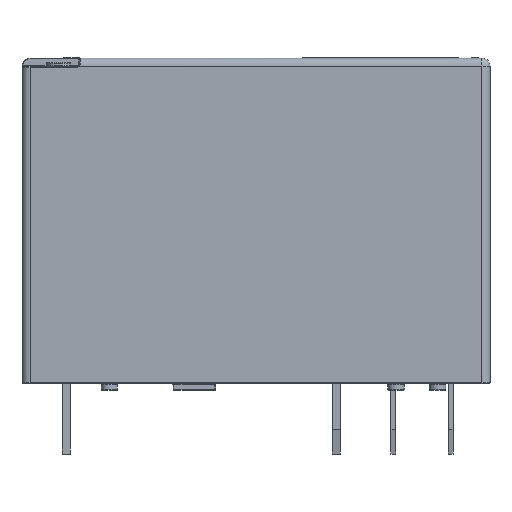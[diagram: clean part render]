
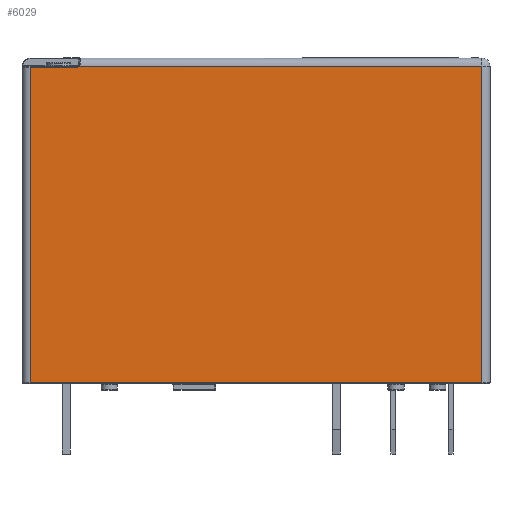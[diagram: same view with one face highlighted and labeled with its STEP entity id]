
A CAD part, front view. The second image highlights one B-rep face of the part: STEP entity #6029.
In plain terms, the highlighted planar face has unit normal (0, -1, 0).
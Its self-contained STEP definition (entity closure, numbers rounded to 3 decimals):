
#144=PLANE('',#6637);
#308=LINE('',#10357,#758);
#328=LINE('',#10616,#778);
#336=LINE('',#10646,#786);
#337=LINE('',#10647,#787);
#338=LINE('',#10648,#788);
#758=VECTOR('',#7200,10.);
#778=VECTOR('',#7320,10.);
#786=VECTOR('',#7364,10.);
#787=VECTOR('',#7365,10.);
#788=VECTOR('',#7366,10.);
#1343=FACE_OUTER_BOUND('',#1721,.T.);
#1721=EDGE_LOOP('',(#4421,#4422,#4423,#4424,#4425,#4426,#4427));
#2205=B_SPLINE_CURVE_WITH_KNOTS('',3,(#9721,#9722,#9723,#9724,#9725,#9726,
#9727),.UNSPECIFIED.,.F.,.F.,(4,3,4),(0.912,0.961,
1.),.UNSPECIFIED.);
#2208=B_SPLINE_CURVE_WITH_KNOTS('',3,(#9841,#9842,#9843,#9844,#9845,#9846,
#9847,#9848,#9849,#9850,#9851,#9852,#9853,#9854,#9855,#9856,#9857,#9858,
#9859,#9860,#9861,#9862,#9863,#9864,#9865,#9866,#9867,#9868,#9869,#9870,
#9871,#9872,#9873,#9874,#9875,#9876,#9877,#9878,#9879,#9880,#9881,#9882,
#9883,#9884,#9885,#9886),.UNSPECIFIED.,.F.,.F.,(4,3,3,3,3,3,3,3,3,3,3,3,
3,3,3,4),(0.,0.048,0.098,0.153,0.216,
0.294,0.371,0.43,0.482,
0.538,0.595,0.66,0.768,
0.83,0.885,0.912),.UNSPECIFIED.);
#2482=VERTEX_POINT('',#9713);
#2483=VERTEX_POINT('',#9720);
#2486=VERTEX_POINT('',#9839);
#2574=VERTEX_POINT('',#10351);
#2575=VERTEX_POINT('',#10355);
#2609=VERTEX_POINT('',#10614);
#2613=VERTEX_POINT('',#10645);
#3087=EDGE_CURVE('',#2482,#2483,#2205,.T.);
#3092=EDGE_CURVE('',#2486,#2482,#2208,.T.);
#3232=EDGE_CURVE('',#2575,#2574,#308,.T.);
#3285=EDGE_CURVE('',#2609,#2486,#328,.T.);
#3301=EDGE_CURVE('',#2613,#2575,#336,.T.);
#3302=EDGE_CURVE('',#2483,#2613,#337,.T.);
#3303=EDGE_CURVE('',#2574,#2609,#338,.T.);
#4421=ORIENTED_EDGE('',*,*,#3232,.F.);
#4422=ORIENTED_EDGE('',*,*,#3301,.F.);
#4423=ORIENTED_EDGE('',*,*,#3302,.F.);
#4424=ORIENTED_EDGE('',*,*,#3087,.F.);
#4425=ORIENTED_EDGE('',*,*,#3092,.F.);
#4426=ORIENTED_EDGE('',*,*,#3285,.F.);
#4427=ORIENTED_EDGE('',*,*,#3303,.F.);
#6029=ADVANCED_FACE('',(#1343),#144,.T.);
#6637=AXIS2_PLACEMENT_3D('',#10644,#7362,#7363);
#7200=DIRECTION('',(-1.,0.,0.));
#7320=DIRECTION('',(1.,0.,0.));
#7362=DIRECTION('center_axis',(0.,-1.,0.));
#7363=DIRECTION('ref_axis',(1.,0.,0.));
#7364=DIRECTION('',(0.,0.,-1.));
#7365=DIRECTION('',(1.,0.,0.));
#7366=DIRECTION('',(0.,0.,1.));
#9713=CARTESIAN_POINT('',(-10.788,-6.4,19.795));
#9720=CARTESIAN_POINT('',(-10.784,-6.4,19.8));
#9721=CARTESIAN_POINT('Ctrl Pts',(-10.788,-6.4,19.795));
#9722=CARTESIAN_POINT('Ctrl Pts',(-10.787,-6.4,19.796));
#9723=CARTESIAN_POINT('Ctrl Pts',(-10.786,-6.4,19.797));
#9724=CARTESIAN_POINT('Ctrl Pts',(-10.785,-6.4,19.798));
#9725=CARTESIAN_POINT('Ctrl Pts',(-10.785,-6.4,19.799));
#9726=CARTESIAN_POINT('Ctrl Pts',(-10.784,-6.4,19.799));
#9727=CARTESIAN_POINT('Ctrl Pts',(-10.784,-6.4,19.8));
#9839=CARTESIAN_POINT('',(-10.901,-6.4,19.75));
#9841=CARTESIAN_POINT('Ctrl Pts',(-10.901,-6.4,19.75));
#9842=CARTESIAN_POINT('Ctrl Pts',(-10.9,-6.4,19.75));
#9843=CARTESIAN_POINT('Ctrl Pts',(-10.899,-6.4,19.75));
#9844=CARTESIAN_POINT('Ctrl Pts',(-10.898,-6.4,19.75));
#9845=CARTESIAN_POINT('Ctrl Pts',(-10.897,-6.4,19.75));
#9846=CARTESIAN_POINT('Ctrl Pts',(-10.895,-6.4,19.75));
#9847=CARTESIAN_POINT('Ctrl Pts',(-10.894,-6.4,19.75));
#9848=CARTESIAN_POINT('Ctrl Pts',(-10.892,-6.4,19.75));
#9849=CARTESIAN_POINT('Ctrl Pts',(-10.89,-6.4,19.751));
#9850=CARTESIAN_POINT('Ctrl Pts',(-10.888,-6.4,19.751));
#9851=CARTESIAN_POINT('Ctrl Pts',(-10.885,-6.4,19.751));
#9852=CARTESIAN_POINT('Ctrl Pts',(-10.883,-6.4,19.751));
#9853=CARTESIAN_POINT('Ctrl Pts',(-10.88,-6.4,19.752));
#9854=CARTESIAN_POINT('Ctrl Pts',(-10.876,-6.4,19.752));
#9855=CARTESIAN_POINT('Ctrl Pts',(-10.872,-6.4,19.753));
#9856=CARTESIAN_POINT('Ctrl Pts',(-10.868,-6.4,19.754));
#9857=CARTESIAN_POINT('Ctrl Pts',(-10.864,-6.4,19.755));
#9858=CARTESIAN_POINT('Ctrl Pts',(-10.86,-6.4,19.756));
#9859=CARTESIAN_POINT('Ctrl Pts',(-10.856,-6.4,19.757));
#9860=CARTESIAN_POINT('Ctrl Pts',(-10.853,-6.4,19.758));
#9861=CARTESIAN_POINT('Ctrl Pts',(-10.85,-6.4,19.759));
#9862=CARTESIAN_POINT('Ctrl Pts',(-10.847,-6.4,19.76));
#9863=CARTESIAN_POINT('Ctrl Pts',(-10.844,-6.4,19.76));
#9864=CARTESIAN_POINT('Ctrl Pts',(-10.842,-6.4,19.761));
#9865=CARTESIAN_POINT('Ctrl Pts',(-10.839,-6.4,19.762));
#9866=CARTESIAN_POINT('Ctrl Pts',(-10.837,-6.4,19.763));
#9867=CARTESIAN_POINT('Ctrl Pts',(-10.834,-6.4,19.764));
#9868=CARTESIAN_POINT('Ctrl Pts',(-10.831,-6.4,19.766));
#9869=CARTESIAN_POINT('Ctrl Pts',(-10.829,-6.4,19.767));
#9870=CARTESIAN_POINT('Ctrl Pts',(-10.826,-6.4,19.768));
#9871=CARTESIAN_POINT('Ctrl Pts',(-10.823,-6.4,19.77));
#9872=CARTESIAN_POINT('Ctrl Pts',(-10.82,-6.4,19.771));
#9873=CARTESIAN_POINT('Ctrl Pts',(-10.817,-6.4,19.773));
#9874=CARTESIAN_POINT('Ctrl Pts',(-10.815,-6.4,19.775));
#9875=CARTESIAN_POINT('Ctrl Pts',(-10.81,-6.4,19.778));
#9876=CARTESIAN_POINT('Ctrl Pts',(-10.805,-6.4,19.781));
#9877=CARTESIAN_POINT('Ctrl Pts',(-10.801,-6.4,19.784));
#9878=CARTESIAN_POINT('Ctrl Pts',(-10.799,-6.4,19.786));
#9879=CARTESIAN_POINT('Ctrl Pts',(-10.796,-6.4,19.787));
#9880=CARTESIAN_POINT('Ctrl Pts',(-10.794,-6.4,19.789));
#9881=CARTESIAN_POINT('Ctrl Pts',(-10.793,-6.4,19.79));
#9882=CARTESIAN_POINT('Ctrl Pts',(-10.791,-6.4,19.792));
#9883=CARTESIAN_POINT('Ctrl Pts',(-10.79,-6.4,19.793));
#9884=CARTESIAN_POINT('Ctrl Pts',(-10.789,-6.4,19.794));
#9885=CARTESIAN_POINT('Ctrl Pts',(-10.789,-6.4,19.794));
#9886=CARTESIAN_POINT('Ctrl Pts',(-10.788,-6.4,19.795));
#10351=CARTESIAN_POINT('',(-13.8,-6.4,0.45));
#10355=CARTESIAN_POINT('',(13.8,-6.4,0.45));
#10357=CARTESIAN_POINT('',(-7.15,-6.4,0.45));
#10614=CARTESIAN_POINT('',(-13.8,-6.4,19.75));
#10616=CARTESIAN_POINT('',(-13.425,-6.4,19.75));
#10644=CARTESIAN_POINT('Origin',(-14.3,-6.4,0.));
#10645=CARTESIAN_POINT('',(13.8,-6.4,19.8));
#10646=CARTESIAN_POINT('',(13.8,-6.4,0.));
#10647=CARTESIAN_POINT('',(-7.15,-6.4,19.8));
#10648=CARTESIAN_POINT('',(-13.8,-6.4,0.));
